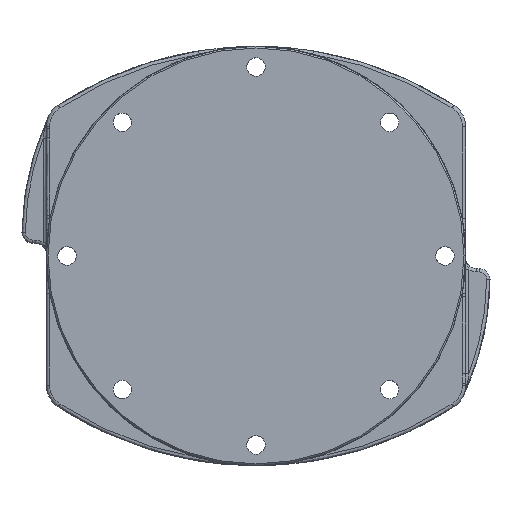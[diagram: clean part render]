
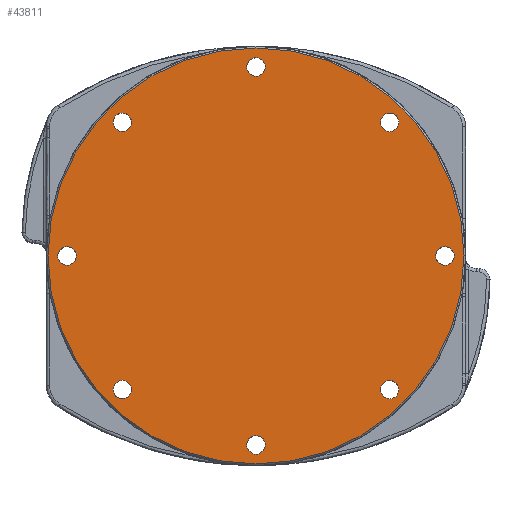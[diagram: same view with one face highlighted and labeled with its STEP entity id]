
A CAD part, top view. The second image highlights one B-rep face of the part: STEP entity #43811.
In plain terms, the highlighted planar face has unit normal (0, 0, 1).
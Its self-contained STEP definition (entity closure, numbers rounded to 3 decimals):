
#2730=FACE_BOUND('',#9003,.T.);
#2731=FACE_BOUND('',#9004,.T.);
#2732=FACE_BOUND('',#9005,.T.);
#2733=FACE_BOUND('',#9006,.T.);
#2734=FACE_BOUND('',#9007,.T.);
#2735=FACE_BOUND('',#9008,.T.);
#2736=FACE_BOUND('',#9009,.T.);
#2737=FACE_BOUND('',#9010,.T.);
#2870=CIRCLE('',#47035,124.);
#2871=CIRCLE('',#47036,5.5);
#2872=CIRCLE('',#47037,5.5);
#2873=CIRCLE('',#47038,5.5);
#2874=CIRCLE('',#47039,5.5);
#2875=CIRCLE('',#47040,5.5);
#2876=CIRCLE('',#47041,5.5);
#2877=CIRCLE('',#47042,5.5);
#2878=CIRCLE('',#47043,5.5);
#5952=FACE_OUTER_BOUND('',#9002,.T.);
#9002=EDGE_LOOP('',(#28850));
#9003=EDGE_LOOP('',(#28851));
#9004=EDGE_LOOP('',(#28852));
#9005=EDGE_LOOP('',(#28853));
#9006=EDGE_LOOP('',(#28854));
#9007=EDGE_LOOP('',(#28855));
#9008=EDGE_LOOP('',(#28856));
#9009=EDGE_LOOP('',(#28857));
#9010=EDGE_LOOP('',(#28858));
#18025=VERTEX_POINT('',#65086);
#18026=VERTEX_POINT('',#65088);
#18027=VERTEX_POINT('',#65090);
#18028=VERTEX_POINT('',#65092);
#18029=VERTEX_POINT('',#65094);
#18030=VERTEX_POINT('',#65096);
#18031=VERTEX_POINT('',#65098);
#18032=VERTEX_POINT('',#65100);
#18033=VERTEX_POINT('',#65102);
#21961=EDGE_CURVE('',#18025,#18025,#2870,.T.);
#21962=EDGE_CURVE('',#18026,#18026,#2871,.T.);
#21963=EDGE_CURVE('',#18027,#18027,#2872,.T.);
#21964=EDGE_CURVE('',#18028,#18028,#2873,.T.);
#21965=EDGE_CURVE('',#18029,#18029,#2874,.T.);
#21966=EDGE_CURVE('',#18030,#18030,#2875,.T.);
#21967=EDGE_CURVE('',#18031,#18031,#2876,.T.);
#21968=EDGE_CURVE('',#18032,#18032,#2877,.T.);
#21969=EDGE_CURVE('',#18033,#18033,#2878,.T.);
#28850=ORIENTED_EDGE('',*,*,#21961,.F.);
#28851=ORIENTED_EDGE('',*,*,#21962,.T.);
#28852=ORIENTED_EDGE('',*,*,#21963,.T.);
#28853=ORIENTED_EDGE('',*,*,#21964,.T.);
#28854=ORIENTED_EDGE('',*,*,#21965,.T.);
#28855=ORIENTED_EDGE('',*,*,#21966,.T.);
#28856=ORIENTED_EDGE('',*,*,#21967,.T.);
#28857=ORIENTED_EDGE('',*,*,#21968,.T.);
#28858=ORIENTED_EDGE('',*,*,#21969,.T.);
#42536=PLANE('',#47034);
#43811=ADVANCED_FACE('',(#5952,#2730,#2731,#2732,#2733,#2734,#2735,#2736,
#2737),#42536,.F.);
#47034=AXIS2_PLACEMENT_3D('',#65085,#52444,#52445);
#47035=AXIS2_PLACEMENT_3D('',#65087,#52446,#52447);
#47036=AXIS2_PLACEMENT_3D('',#65089,#52448,#52449);
#47037=AXIS2_PLACEMENT_3D('',#65091,#52450,#52451);
#47038=AXIS2_PLACEMENT_3D('',#65093,#52452,#52453);
#47039=AXIS2_PLACEMENT_3D('',#65095,#52454,#52455);
#47040=AXIS2_PLACEMENT_3D('',#65097,#52456,#52457);
#47041=AXIS2_PLACEMENT_3D('',#65099,#52458,#52459);
#47042=AXIS2_PLACEMENT_3D('',#65101,#52460,#52461);
#47043=AXIS2_PLACEMENT_3D('',#65103,#52462,#52463);
#52444=DIRECTION('center_axis',(0.,0.,-1.));
#52445=DIRECTION('ref_axis',(-1.,0.,0.));
#52446=DIRECTION('center_axis',(0.,0.,-1.));
#52447=DIRECTION('ref_axis',(-1.,0.,0.));
#52448=DIRECTION('center_axis',(0.,0.,-1.));
#52449=DIRECTION('ref_axis',(0.707,-0.707,0.));
#52450=DIRECTION('center_axis',(0.,0.,-1.));
#52451=DIRECTION('ref_axis',(0.,-1.,0.));
#52452=DIRECTION('center_axis',(0.,0.,-1.));
#52453=DIRECTION('ref_axis',(-0.707,-0.707,0.));
#52454=DIRECTION('center_axis',(0.,0.,-1.));
#52455=DIRECTION('ref_axis',(-1.,0.,0.));
#52456=DIRECTION('center_axis',(0.,0.,-1.));
#52457=DIRECTION('ref_axis',(-0.707,0.707,0.));
#52458=DIRECTION('center_axis',(0.,0.,-1.));
#52459=DIRECTION('ref_axis',(0.,1.,0.));
#52460=DIRECTION('center_axis',(0.,0.,-1.));
#52461=DIRECTION('ref_axis',(0.707,0.707,0.));
#52462=DIRECTION('center_axis',(0.,0.,-1.));
#52463=DIRECTION('ref_axis',(1.,0.,0.));
#65085=CARTESIAN_POINT('Origin',(0.,0.,0.));
#65086=CARTESIAN_POINT('',(124.,0.,0.));
#65087=CARTESIAN_POINT('Origin',(0.,0.,0.));
#65088=CARTESIAN_POINT('',(83.545,75.766,0.));
#65089=CARTESIAN_POINT('Origin',(79.656,79.656,0.));
#65090=CARTESIAN_POINT('',(112.65,-5.5,0.));
#65091=CARTESIAN_POINT('Origin',(112.65,0.,0.));
#65092=CARTESIAN_POINT('',(75.766,-83.545,0.));
#65093=CARTESIAN_POINT('Origin',(79.656,-79.656,0.));
#65094=CARTESIAN_POINT('',(-5.5,-112.65,0.));
#65095=CARTESIAN_POINT('Origin',(0.,-112.65,0.));
#65096=CARTESIAN_POINT('',(-83.545,-75.766,0.));
#65097=CARTESIAN_POINT('Origin',(-79.656,-79.656,0.));
#65098=CARTESIAN_POINT('',(-112.65,5.5,0.));
#65099=CARTESIAN_POINT('Origin',(-112.65,0.,0.));
#65100=CARTESIAN_POINT('',(-75.766,83.545,0.));
#65101=CARTESIAN_POINT('Origin',(-79.656,79.656,0.));
#65102=CARTESIAN_POINT('',(5.5,112.65,0.));
#65103=CARTESIAN_POINT('Origin',(0.,112.65,0.));
